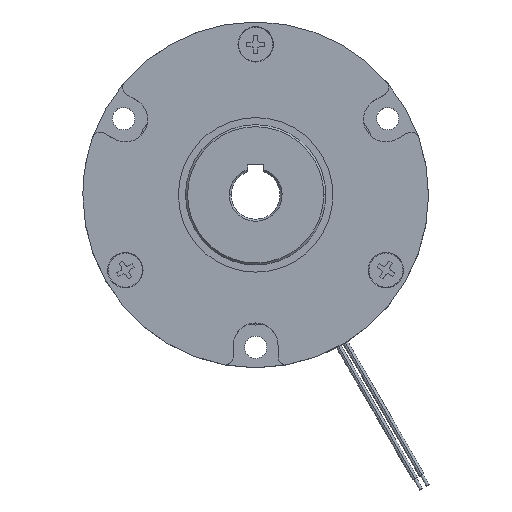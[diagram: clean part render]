
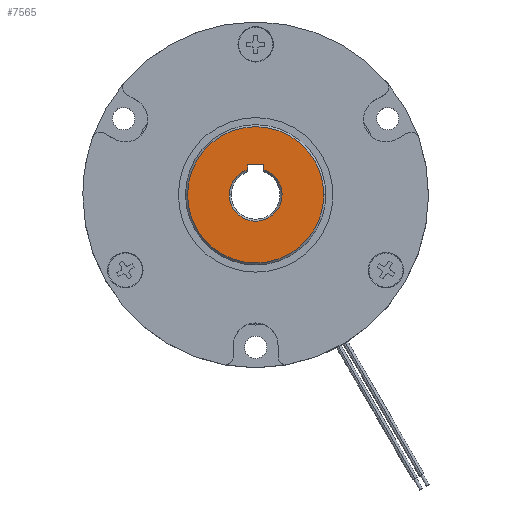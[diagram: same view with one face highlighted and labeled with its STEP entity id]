
A CAD part, top view. The second image highlights one B-rep face of the part: STEP entity #7565.
In plain terms, the highlighted planar face has unit normal (0, 0, 1).
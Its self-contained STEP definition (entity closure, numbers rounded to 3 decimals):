
#116 = DIRECTION ( 'NONE',  ( -1., 0., 0. ) ) ;
#206 = EDGE_CURVE ( 'NONE', #2887, #11615, #2615, .T. ) ;
#485 = CARTESIAN_POINT ( 'NONE',  ( 6.5, 0., 23.8 ) ) ;
#642 = CARTESIAN_POINT ( 'NONE',  ( 2., 7.1, 23.8 ) ) ;
#678 = CARTESIAN_POINT ( 'NONE',  ( -1.6, 7.5, 23.8 ) ) ;
#726 = EDGE_CURVE ( 'NONE', #4275, #2887, #7248, .T. ) ;
#803 = CARTESIAN_POINT ( 'NONE',  ( 0., 0., 23.8 ) ) ;
#1188 = ORIENTED_EDGE ( 'NONE', *, *, #6841, .F. ) ;
#1931 = VERTEX_POINT ( 'NONE', #9743 ) ;
#1986 = CARTESIAN_POINT ( 'NONE',  ( 16.75, 0., 23.8 ) ) ;
#2363 = PLANE ( 'NONE',  #12884 ) ;
#2441 = DIRECTION ( 'NONE',  ( 1., 0., 0. ) ) ;
#2609 = VERTEX_POINT ( 'NONE', #12266 ) ;
#2615 = CIRCLE ( 'NONE', #4642, 6.5 ) ;
#2887 = VERTEX_POINT ( 'NONE', #485 ) ;
#3413 = EDGE_CURVE ( 'NONE', #2609, #21032, #12083, .T. ) ;
#3543 = DIRECTION ( 'NONE',  ( 0., 0., -1. ) ) ;
#3850 = EDGE_CURVE ( 'NONE', #8352, #21032, #16383, .T. ) ;
#3917 = AXIS2_PLACEMENT_3D ( 'NONE', #8027, #19398, #9680 ) ;
#4275 = VERTEX_POINT ( 'NONE', #18841 ) ;
#4642 = AXIS2_PLACEMENT_3D ( 'NONE', #7080, #20011, #13496 ) ;
#4665 = EDGE_LOOP ( 'NONE', ( #20622, #20331, #18170, #13318, #1188, #15162, #12893, #18263 ) ) ;
#4677 = CARTESIAN_POINT ( 'NONE',  ( -2., 6.185, 23.8 ) ) ;
#5126 = CARTESIAN_POINT ( 'NONE',  ( 1.6, 7.1, 23.8 ) ) ;
#5157 = CARTESIAN_POINT ( 'NONE',  ( -6.5, 0., 23.8 ) ) ;
#6384 = VECTOR ( 'NONE', #16904, 1000. ) ;
#6567 = CARTESIAN_POINT ( 'NONE',  ( -1.6, 7.1, 23.8 ) ) ;
#6770 = DIRECTION ( 'NONE',  ( 1., 0., 0. ) ) ;
#6841 = EDGE_CURVE ( 'NONE', #8352, #14539, #9137, .T. ) ;
#7080 = CARTESIAN_POINT ( 'NONE',  ( 0., 0., 23.8 ) ) ;
#7248 = CIRCLE ( 'NONE', #20621, 6.5 ) ;
#7313 = AXIS2_PLACEMENT_3D ( 'NONE', #5126, #16515, #6770 ) ;
#7369 = CARTESIAN_POINT ( 'NONE',  ( 0., 0., 23.8 ) ) ;
#7565 = ADVANCED_FACE ( 'NONE', ( #20564, #16217 ), #2363, .T. ) ;
#7685 = CARTESIAN_POINT ( 'NONE',  ( -2., 7.1, 23.8 ) ) ;
#8027 = CARTESIAN_POINT ( 'NONE',  ( 0., 0., 23.8 ) ) ;
#8191 = DIRECTION ( 'NONE',  ( 1., 0., 0. ) ) ;
#8352 = VERTEX_POINT ( 'NONE', #7685 ) ;
#8445 = EDGE_CURVE ( 'NONE', #11615, #14539, #14567, .T. ) ;
#8923 = VERTEX_POINT ( 'NONE', #642 ) ;
#9005 = DIRECTION ( 'NONE',  ( 1., 0., 0. ) ) ;
#9137 = LINE ( 'NONE', #20141, #12963 ) ;
#9470 = DIRECTION ( 'NONE',  ( 0., 0., -1. ) ) ;
#9680 = DIRECTION ( 'NONE',  ( 1., 0., 0. ) ) ;
#9743 = CARTESIAN_POINT ( 'NONE',  ( -16.75, 0., 23.8 ) ) ;
#10853 = AXIS2_PLACEMENT_3D ( 'NONE', #19198, #9470, #20864 ) ;
#11446 = EDGE_CURVE ( 'NONE', #4275, #8923, #19344, .T. ) ;
#11505 = CARTESIAN_POINT ( 'NONE',  ( -2., 7.5, 23.8 ) ) ;
#11585 = VECTOR ( 'NONE', #116, 1000. ) ;
#11615 = VERTEX_POINT ( 'NONE', #5157 ) ;
#11706 = CIRCLE ( 'NONE', #20481, 16.75 ) ;
#12083 = LINE ( 'NONE', #11505, #11585 ) ;
#12096 = AXIS2_PLACEMENT_3D ( 'NONE', #6567, #17935, #8191 ) ;
#12208 = DIRECTION ( 'NONE',  ( 0., 0., 1. ) ) ;
#12266 = CARTESIAN_POINT ( 'NONE',  ( 1.6, 7.5, 23.8 ) ) ;
#12884 = AXIS2_PLACEMENT_3D ( 'NONE', #7369, #18730, #9005 ) ;
#12893 = ORIENTED_EDGE ( 'NONE', *, *, #3413, .F. ) ;
#12963 = VECTOR ( 'NONE', #18509, 1000. ) ;
#13318 = ORIENTED_EDGE ( 'NONE', *, *, #8445, .T. ) ;
#13496 = DIRECTION ( 'NONE',  ( 1., 0., 0. ) ) ;
#14539 = VERTEX_POINT ( 'NONE', #4677 ) ;
#14567 = CIRCLE ( 'NONE', #10853, 6.5 ) ;
#15084 = EDGE_CURVE ( 'NONE', #16774, #1931, #11706, .T. ) ;
#15162 = ORIENTED_EDGE ( 'NONE', *, *, #3850, .T. ) ;
#15222 = EDGE_LOOP ( 'NONE', ( #20597, #19656 ) ) ;
#15270 = CARTESIAN_POINT ( 'NONE',  ( 2., 7.5, 23.8 ) ) ;
#16217 = FACE_BOUND ( 'NONE', #4665, .T. ) ;
#16383 = CIRCLE ( 'NONE', #12096, 0.4 ) ;
#16515 = DIRECTION ( 'NONE',  ( 0., 0., -1. ) ) ;
#16774 = VERTEX_POINT ( 'NONE', #1986 ) ;
#16904 = DIRECTION ( 'NONE',  ( 0., 1., 0. ) ) ;
#17532 = CIRCLE ( 'NONE', #3917, 16.75 ) ;
#17567 = CIRCLE ( 'NONE', #7313, 0.4 ) ;
#17935 = DIRECTION ( 'NONE',  ( 0., 0., -1. ) ) ;
#18170 = ORIENTED_EDGE ( 'NONE', *, *, #206, .T. ) ;
#18187 = DIRECTION ( 'NONE',  ( 1., 0., 0. ) ) ;
#18263 = ORIENTED_EDGE ( 'NONE', *, *, #18285, .T. ) ;
#18285 = EDGE_CURVE ( 'NONE', #2609, #8923, #17567, .T. ) ;
#18509 = DIRECTION ( 'NONE',  ( 0., -1., 0. ) ) ;
#18730 = DIRECTION ( 'NONE',  ( 0., 0., 1. ) ) ;
#18841 = CARTESIAN_POINT ( 'NONE',  ( 2., 6.185, 23.8 ) ) ;
#19153 = EDGE_CURVE ( 'NONE', #1931, #16774, #17532, .T. ) ;
#19198 = CARTESIAN_POINT ( 'NONE',  ( 0., 0., 23.8 ) ) ;
#19344 = LINE ( 'NONE', #15270, #6384 ) ;
#19398 = DIRECTION ( 'NONE',  ( 0., 0., 1. ) ) ;
#19656 = ORIENTED_EDGE ( 'NONE', *, *, #15084, .T. ) ;
#19829 = CARTESIAN_POINT ( 'NONE',  ( 0., 0., 23.8 ) ) ;
#20011 = DIRECTION ( 'NONE',  ( 0., 0., -1. ) ) ;
#20141 = CARTESIAN_POINT ( 'NONE',  ( -2., 7.5, 23.8 ) ) ;
#20331 = ORIENTED_EDGE ( 'NONE', *, *, #726, .T. ) ;
#20481 = AXIS2_PLACEMENT_3D ( 'NONE', #803, #12208, #2441 ) ;
#20564 = FACE_OUTER_BOUND ( 'NONE', #15222, .T. ) ;
#20597 = ORIENTED_EDGE ( 'NONE', *, *, #19153, .T. ) ;
#20621 = AXIS2_PLACEMENT_3D ( 'NONE', #19829, #3543, #18187 ) ;
#20622 = ORIENTED_EDGE ( 'NONE', *, *, #11446, .F. ) ;
#20864 = DIRECTION ( 'NONE',  ( 1., 0., 0. ) ) ;
#21032 = VERTEX_POINT ( 'NONE', #678 ) ;
